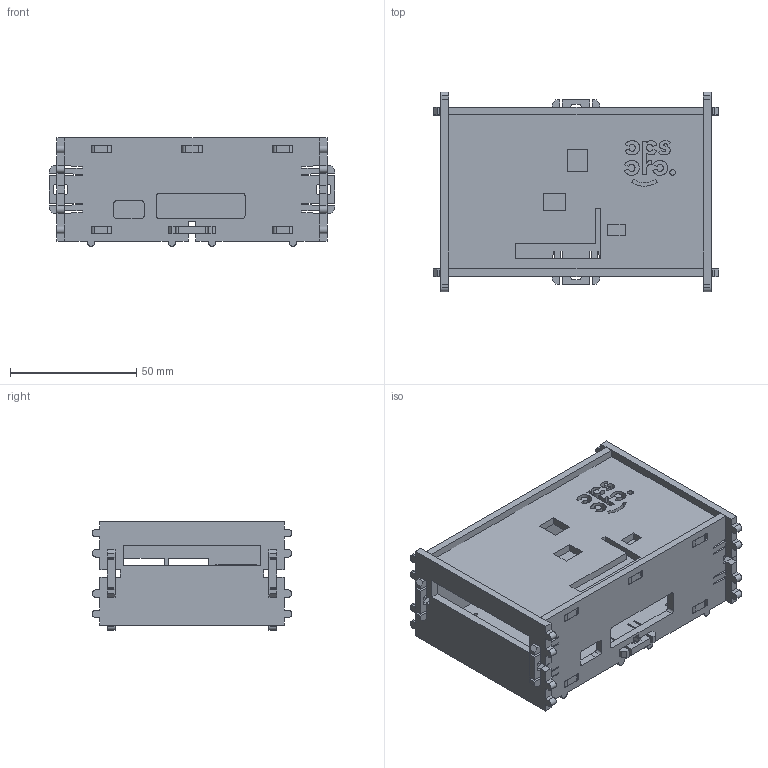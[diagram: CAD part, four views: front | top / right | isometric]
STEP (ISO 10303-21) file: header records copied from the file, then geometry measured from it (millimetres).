
FILE_DESCRIPTION(/* description */ (''),/* implementation_level */ '2;1');
FILE_NAME(/* name */ 'heart_3D',/* time_stamp */ '2017-05-18T11:28:04+02:00',/* author */ (''),/* organization */ (''),/* preprocessor_version */ 'ST-DEVELOPER v15',/* originating_system */ '',/* authorisation */ '');
FILE_SCHEMA (('AUTOMOTIVE_DESIGN'));
Length unit declared in the file: millimetre
Products named in the file (1): Document
Bounding box: 113 x 78.99 x 43 mm (x, y, z)
Volume: 73559.3 mm3; surface area: 60443.1 mm2
Topology: 6 solids, 6 shells, 587 faces, 1725 edges, 1150 vertices
Faces by surface type: bspline 389, plane 198
Entity records: 20079 total; most frequent: CARTESIAN_POINT 10436, ORIENTED_EDGE 3450, EDGE_CURVE 1725, VERTEX_POINT 1150, B_SPLINE_CURVE_WITH_KNOTS 684, EDGE_LOOP 661, ADVANCED_FACE 587, FACE_OUTER_BOUND 587
